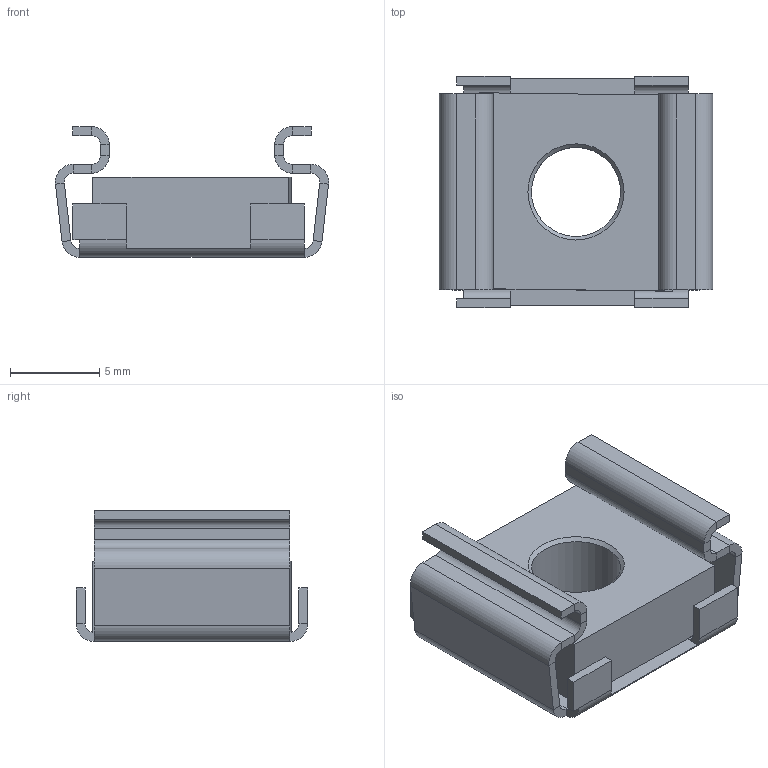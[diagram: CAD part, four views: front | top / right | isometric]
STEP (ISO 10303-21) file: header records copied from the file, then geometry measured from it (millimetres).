
FILE_DESCRIPTION(/* description */ (''),/* implementation_level */ '2;1');
FILE_NAME(/* name */ '10756_KriTec_19_Zoll_Käfigmutter_M6.stp',/* time_stamp */ '2014-04-22T14:21:15+02:00',/* author */ ('kostic'),/* organization */ (''),/* preprocessor_version */ 'ST-DEVELOPER v15.2',/* originating_system */ 'Autodesk Inventor 2014',/* authorisation */ '');
FILE_SCHEMA (('AUTOMOTIVE_DESIGN { 1 0 10303 214 3 1 1 }'));
Length unit declared in the file: millimetre
Products named in the file (3): Käfig; Mutter M6 Käfigmutter; 10756_KriTec_19_Zoll_Käfigmutter_M6
Bounding box: 15.34 x 13 x 7.34 mm (x, y, z)
Volume: 596.1 mm3; surface area: 1273.4 mm2
Topology: 2 solids, 2 shells, 110 faces, 238 edges, 132 vertices
Faces by surface type: plane 84, cylinder 24, cone 2
Full cylindrical faces by diameter (mm): 5 x1, 6.8 x1
Entity records: 2913 total; most frequent: DIRECTION 516, CARTESIAN_POINT 477, ORIENTED_EDGE 464, EDGE_CURVE 232, LINE 178, VECTOR 178, AXIS2_PLACEMENT_3D 169, VERTEX_POINT 130
